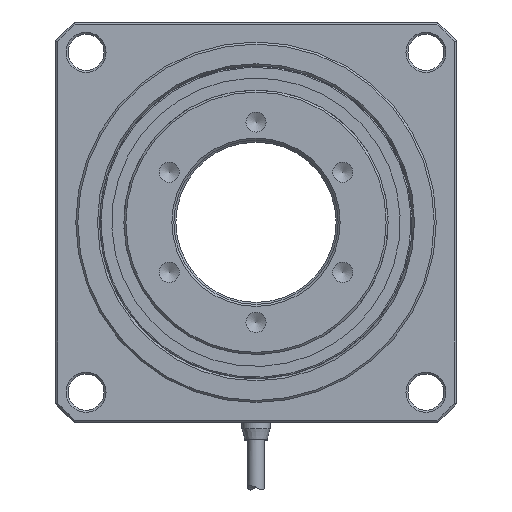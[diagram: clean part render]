
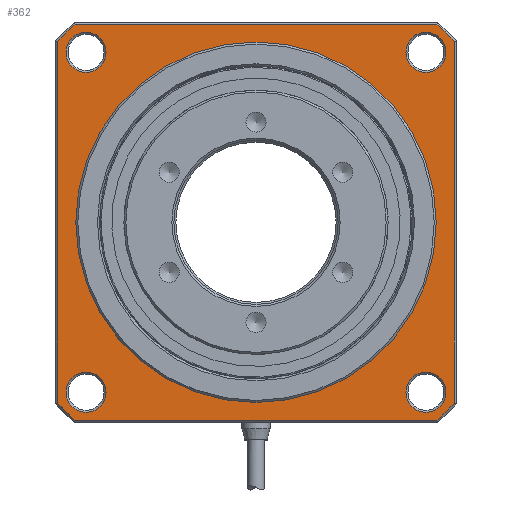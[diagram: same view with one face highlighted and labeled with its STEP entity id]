
A CAD part, left-side view. The second image highlights one B-rep face of the part: STEP entity #362.
In plain terms, the highlighted planar face has unit normal (-1, 0, 0).
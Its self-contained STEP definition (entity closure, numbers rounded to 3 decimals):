
#362=ADVANCED_FACE('',(#1071,#1072,#1073,#1074,#1075,#1076),#1077,.F.);
#1071=FACE_BOUND('',#1935,.T.);
#1072=FACE_BOUND('',#1936,.T.);
#1073=FACE_BOUND('',#1937,.T.);
#1074=FACE_BOUND('',#1938,.T.);
#1075=FACE_OUTER_BOUND('',#1939,.T.);
#1076=FACE_BOUND('',#1940,.T.);
#1077=PLANE('',#1941);
#1935=EDGE_LOOP('',(#3947));
#1936=EDGE_LOOP('',(#3948));
#1937=EDGE_LOOP('',(#3949));
#1938=EDGE_LOOP('',(#3950));
#1939=EDGE_LOOP('',(#3951,#3952,#3953,#3954,#3955,#3956,#3957,#3958));
#1940=EDGE_LOOP('',(#3959));
#1941=AXIS2_PLACEMENT_3D('',#3960,#3961,#3962);
#3947=ORIENTED_EDGE('',*,*,#5364,.T.);
#3948=ORIENTED_EDGE('',*,*,#5285,.T.);
#3949=ORIENTED_EDGE('',*,*,#5357,.T.);
#3950=ORIENTED_EDGE('',*,*,#5359,.T.);
#3951=ORIENTED_EDGE('',*,*,#5275,.T.);
#3952=ORIENTED_EDGE('',*,*,#5273,.T.);
#3953=ORIENTED_EDGE('',*,*,#5365,.T.);
#3954=ORIENTED_EDGE('',*,*,#5366,.T.);
#3955=ORIENTED_EDGE('',*,*,#5367,.T.);
#3956=ORIENTED_EDGE('',*,*,#5284,.T.);
#3957=ORIENTED_EDGE('',*,*,#5281,.T.);
#3958=ORIENTED_EDGE('',*,*,#5278,.T.);
#3959=ORIENTED_EDGE('',*,*,#5368,.F.);
#3960=CARTESIAN_POINT('',(2.0,56.25,0.0));
#3961=DIRECTION('',(1.0,0.0,0.0));
#3962=DIRECTION('',(0.0,0.0,-1.0));
#5273=EDGE_CURVE('',#6421,#6425,#6427,.F.);
#5275=EDGE_CURVE('',#6428,#6421,#6430,.T.);
#5278=EDGE_CURVE('',#6431,#6428,#6435,.F.);
#5281=EDGE_CURVE('',#6436,#6431,#6440,.T.);
#5284=EDGE_CURVE('',#6442,#6436,#6445,.F.);
#5285=EDGE_CURVE('',#6446,#6446,#6447,.T.);
#5357=EDGE_CURVE('',#6569,#6569,#6570,.T.);
#5359=EDGE_CURVE('',#6573,#6573,#6574,.T.);
#5364=EDGE_CURVE('',#6583,#6583,#6584,.T.);
#5365=EDGE_CURVE('',#6425,#6585,#6586,.T.);
#5366=EDGE_CURVE('',#6585,#6587,#6588,.F.);
#5367=EDGE_CURVE('',#6587,#6442,#6589,.T.);
#5368=EDGE_CURVE('',#6590,#6590,#6591,.T.);
#6421=VERTEX_POINT('',#8992);
#6425=VERTEX_POINT('',#8999);
#6427=CIRCLE('',#9004,67.0);
#6428=VERTEX_POINT('',#9005);
#6430=LINE('',#9010,#9011);
#6431=VERTEX_POINT('',#9012);
#6435=CIRCLE('',#9019,67.0);
#6436=VERTEX_POINT('',#9020);
#6440=LINE('',#9028,#9029);
#6442=VERTEX_POINT('',#9031);
#6445=CIRCLE('',#9037,67.0);
#6446=VERTEX_POINT('',#9038);
#6447=CIRCLE('',#9039,5.0);
#6569=VERTEX_POINT('',#9574);
#6570=CIRCLE('',#9575,5.0);
#6573=VERTEX_POINT('',#9578);
#6574=CIRCLE('',#9579,5.0);
#6583=VERTEX_POINT('',#9588);
#6584=CIRCLE('',#9589,5.0);
#6585=VERTEX_POINT('',#9590);
#6586=LINE('',#9591,#9592);
#6587=VERTEX_POINT('',#9593);
#6588=CIRCLE('',#9594,67.0);
#6589=LINE('',#9595,#9596);
#6590=VERTEX_POINT('',#9597);
#6591=CIRCLE('',#9598,45.0);
#8992=CARTESIAN_POINT('',(2.0,-45.153,-49.5));
#8999=CARTESIAN_POINT('',(2.0,-49.5,-45.153));
#9004=AXIS2_PLACEMENT_3D('',#10661,#10662,#10663);
#9005=CARTESIAN_POINT('',(2.0,45.153,-49.5));
#9010=CARTESIAN_POINT('',(2.0,-45.346,-49.5));
#9011=VECTOR('',#10664,1.0);
#9012=CARTESIAN_POINT('',(2.0,49.5,-45.153));
#9019=AXIS2_PLACEMENT_3D('',#10668,#10669,#10670);
#9020=CARTESIAN_POINT('',(2.0,49.5,45.153));
#9028=CARTESIAN_POINT('',(2.0,49.5,-45.346));
#9029=VECTOR('',#10672,1.0);
#9031=CARTESIAN_POINT('',(2.0,45.153,49.5));
#9037=AXIS2_PLACEMENT_3D('',#10676,#10677,#10678);
#9038=CARTESIAN_POINT('',(2.0,-42.426,37.426));
#9039=AXIS2_PLACEMENT_3D('',#10679,#10680,#10681);
#9574=CARTESIAN_POINT('',(2.0,42.426,-47.426));
#9575=AXIS2_PLACEMENT_3D('',#10792,#10793,#10794);
#9578=CARTESIAN_POINT('',(2.0,42.426,37.426));
#9579=AXIS2_PLACEMENT_3D('',#10798,#10799,#10800);
#9588=CARTESIAN_POINT('',(2.0,-42.426,-47.426));
#9589=AXIS2_PLACEMENT_3D('',#10813,#10814,#10815);
#9590=CARTESIAN_POINT('',(2.0,-49.5,45.153));
#9591=CARTESIAN_POINT('',(2.0,-49.5,45.346));
#9592=VECTOR('',#10816,1.0);
#9593=CARTESIAN_POINT('',(2.0,-45.153,49.5));
#9594=AXIS2_PLACEMENT_3D('',#10817,#10818,#10819);
#9595=CARTESIAN_POINT('',(2.0,45.346,49.5));
#9596=VECTOR('',#10820,1.0);
#9597=CARTESIAN_POINT('',(2.0,0.0,45.0));
#9598=AXIS2_PLACEMENT_3D('',#10821,#10822,#10823);
#10661=CARTESIAN_POINT('',(2.0,0.0,0.0));
#10662=DIRECTION('',(1.0,0.0,0.0));
#10663=DIRECTION('',(0.0,0.0,-1.0));
#10664=DIRECTION('',(0.0,-1.0,0.0));
#10668=CARTESIAN_POINT('',(2.0,0.0,0.0));
#10669=DIRECTION('',(1.0,0.0,0.0));
#10670=DIRECTION('',(0.0,0.0,-1.0));
#10672=DIRECTION('',(0.0,0.,-1.0));
#10676=CARTESIAN_POINT('',(2.0,0.0,0.0));
#10677=DIRECTION('',(1.0,0.0,0.0));
#10678=DIRECTION('',(0.0,0.0,-1.0));
#10679=CARTESIAN_POINT('',(2.0,-42.426,42.426));
#10680=DIRECTION('',(1.0,0.0,0.0));
#10681=DIRECTION('',(0.0,0.0,-1.0));
#10792=CARTESIAN_POINT('',(2.0,42.426,-42.426));
#10793=DIRECTION('',(1.0,0.0,0.0));
#10794=DIRECTION('',(0.0,0.0,-1.0));
#10798=CARTESIAN_POINT('',(2.0,42.426,42.426));
#10799=DIRECTION('',(1.0,0.0,0.0));
#10800=DIRECTION('',(0.0,0.0,-1.0));
#10813=CARTESIAN_POINT('',(2.0,-42.426,-42.426));
#10814=DIRECTION('',(1.0,0.0,0.0));
#10815=DIRECTION('',(0.0,0.0,-1.0));
#10816=DIRECTION('',(0.0,0.,1.0));
#10817=CARTESIAN_POINT('',(2.0,0.0,0.0));
#10818=DIRECTION('',(1.0,0.0,0.0));
#10819=DIRECTION('',(0.0,0.0,-1.0));
#10820=DIRECTION('',(0.0,1.0,0.));
#10821=CARTESIAN_POINT('',(2.0,0.0,0.0));
#10822=DIRECTION('',(-1.0,0.0,0.0));
#10823=DIRECTION('',(0.0,0.0,1.0));
